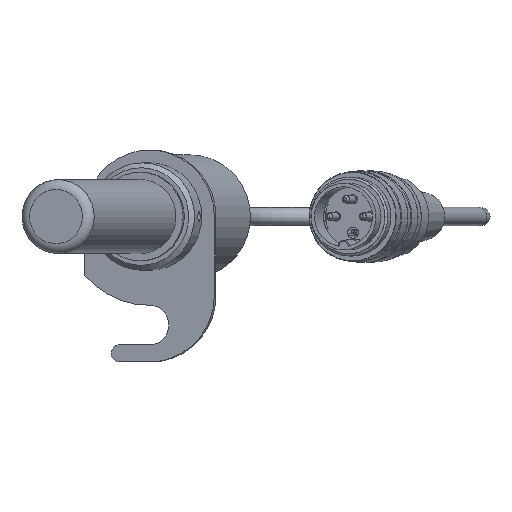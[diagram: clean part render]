
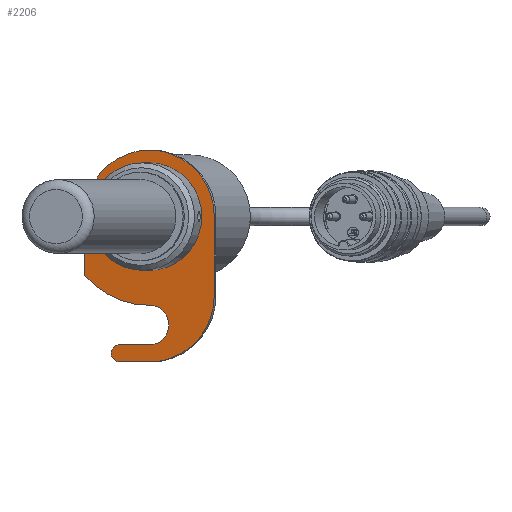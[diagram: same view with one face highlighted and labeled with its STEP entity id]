
A CAD part, left-side view. The second image highlights one B-rep face of the part: STEP entity #2206.
In plain terms, the highlighted planar face has unit normal (-0.974, 0.227, 0).
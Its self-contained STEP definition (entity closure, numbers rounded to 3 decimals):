
#116=LINE('',#8339,#223);
#122=LINE('',#8359,#229);
#126=LINE('',#8371,#233);
#130=LINE('',#8383,#237);
#223=VECTOR('',#3070,10.);
#229=VECTOR('',#3090,10.);
#233=VECTOR('',#3102,10.);
#237=VECTOR('',#3114,10.);
#350=PLANE('',#2493);
#429=FACE_BOUND('',#792,.T.);
#571=FACE_OUTER_BOUND('',#791,.T.);
#791=EDGE_LOOP('',(#1863,#1864,#1865,#1866,#1867,#1868,#1869,#1870,#1871));
#792=EDGE_LOOP('',(#1872));
#907=CIRCLE('',#2468,10.9);
#910=CIRCLE('',#2475,18.);
#912=CIRCLE('',#2478,4.);
#914=CIRCLE('',#2482,1.75);
#916=CIRCLE('',#2486,13.5);
#918=CIRCLE('',#2490,13.5);
#1090=VERTEX_POINT('',#8328);
#1093=VERTEX_POINT('',#8337);
#1094=VERTEX_POINT('',#8338);
#1097=VERTEX_POINT('',#8346);
#1099=VERTEX_POINT('',#8352);
#1101=VERTEX_POINT('',#8358);
#1103=VERTEX_POINT('',#8364);
#1105=VERTEX_POINT('',#8370);
#1107=VERTEX_POINT('',#8376);
#1109=VERTEX_POINT('',#8382);
#1335=EDGE_CURVE('',#1090,#1090,#907,.T.);
#1338=EDGE_CURVE('',#1093,#1094,#116,.T.);
#1342=EDGE_CURVE('',#1097,#1093,#910,.T.);
#1345=EDGE_CURVE('',#1099,#1097,#912,.T.);
#1348=EDGE_CURVE('',#1101,#1099,#122,.T.);
#1351=EDGE_CURVE('',#1103,#1101,#914,.T.);
#1354=EDGE_CURVE('',#1105,#1103,#126,.T.);
#1357=EDGE_CURVE('',#1107,#1105,#916,.T.);
#1360=EDGE_CURVE('',#1109,#1107,#130,.T.);
#1363=EDGE_CURVE('',#1094,#1109,#918,.T.);
#1863=ORIENTED_EDGE('',*,*,#1363,.F.);
#1864=ORIENTED_EDGE('',*,*,#1338,.F.);
#1865=ORIENTED_EDGE('',*,*,#1342,.F.);
#1866=ORIENTED_EDGE('',*,*,#1345,.F.);
#1867=ORIENTED_EDGE('',*,*,#1348,.F.);
#1868=ORIENTED_EDGE('',*,*,#1351,.F.);
#1869=ORIENTED_EDGE('',*,*,#1354,.F.);
#1870=ORIENTED_EDGE('',*,*,#1357,.F.);
#1871=ORIENTED_EDGE('',*,*,#1360,.F.);
#1872=ORIENTED_EDGE('',*,*,#1335,.T.);
#2206=ADVANCED_FACE('',(#571,#429),#350,.T.);
#2468=AXIS2_PLACEMENT_3D('',#8329,#3058,#3059);
#2475=AXIS2_PLACEMENT_3D('',#8347,#3076,#3077);
#2478=AXIS2_PLACEMENT_3D('',#8353,#3083,#3084);
#2482=AXIS2_PLACEMENT_3D('',#8365,#3095,#3096);
#2486=AXIS2_PLACEMENT_3D('',#8377,#3107,#3108);
#2490=AXIS2_PLACEMENT_3D('',#8388,#3119,#3120);
#2493=AXIS2_PLACEMENT_3D('',#8391,#3125,#3126);
#3058=DIRECTION('center_axis',(0.974,-0.227,0.));
#3059=DIRECTION('ref_axis',(-0.227,-0.974,0.));
#3070=DIRECTION('',(0.,0.,1.));
#3076=DIRECTION('center_axis',(0.974,-0.227,0.));
#3077=DIRECTION('ref_axis',(-0.17,-0.73,0.661));
#3083=DIRECTION('center_axis',(-0.974,0.227,0.));
#3084=DIRECTION('ref_axis',(0.,0.,-1.));
#3090=DIRECTION('',(-0.227,-0.974,0.));
#3095=DIRECTION('center_axis',(0.974,-0.227,0.));
#3096=DIRECTION('ref_axis',(-0.227,-0.974,0.));
#3102=DIRECTION('',(0.227,0.974,0.));
#3107=DIRECTION('center_axis',(0.974,-0.227,0.));
#3108=DIRECTION('ref_axis',(0.,0.,
1.));
#3114=DIRECTION('',(0.,0.,-1.));
#3119=DIRECTION('center_axis',(0.974,-0.227,0.));
#3120=DIRECTION('ref_axis',(0.227,0.974,0.));
#3125=DIRECTION('center_axis',(-0.974,0.227,0.));
#3126=DIRECTION('ref_axis',(-0.227,-0.974,0.));
#8328=CARTESIAN_POINT('',(-192.616,94.101,6.553));
#8329=CARTESIAN_POINT('Origin',(-195.093,83.486,6.553));
#8337=CARTESIAN_POINT('',(-192.025,96.633,-5.353));
#8338=CARTESIAN_POINT('',(-192.025,96.633,6.553));
#8339=CARTESIAN_POINT('',(-192.025,96.633,-5.353));
#8346=CARTESIAN_POINT('',(-195.093,83.486,-11.447));
#8347=CARTESIAN_POINT('Origin',(-195.093,83.486,6.553));
#8352=CARTESIAN_POINT('',(-195.093,83.486,-19.447));
#8353=CARTESIAN_POINT('Origin',(-195.093,83.486,-15.447));
#8358=CARTESIAN_POINT('',(-193.673,89.573,-19.447));
#8359=CARTESIAN_POINT('',(-193.673,89.573,-19.447));
#8364=CARTESIAN_POINT('',(-193.673,89.573,-22.947));
#8365=CARTESIAN_POINT('Origin',(-193.673,89.573,-21.197));
#8370=CARTESIAN_POINT('',(-195.093,83.486,-22.947));
#8371=CARTESIAN_POINT('',(-195.093,83.486,-22.947));
#8376=CARTESIAN_POINT('',(-198.162,70.34,-9.447));
#8377=CARTESIAN_POINT('Origin',(-195.093,83.486,-9.447));
#8382=CARTESIAN_POINT('',(-198.162,70.34,6.553));
#8383=CARTESIAN_POINT('',(-198.162,70.34,6.553));
#8388=CARTESIAN_POINT('Origin',(-195.093,83.486,6.553));
#8391=CARTESIAN_POINT('Origin',(-195.222,82.933,-3.768));
